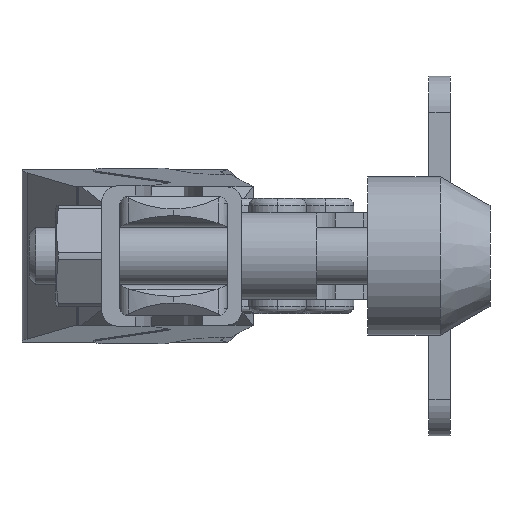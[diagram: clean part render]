
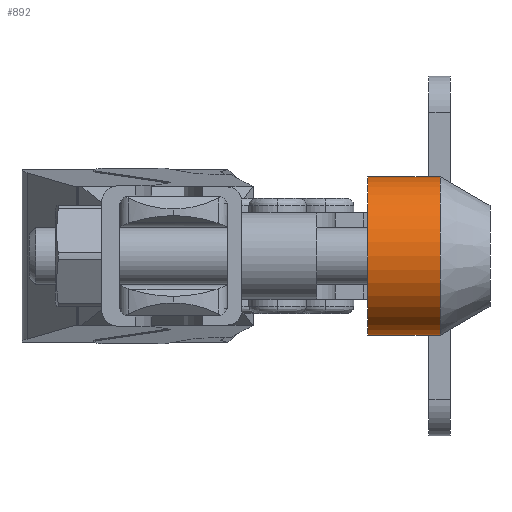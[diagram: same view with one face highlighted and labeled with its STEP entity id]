
A CAD part, left-side view. The second image highlights one B-rep face of the part: STEP entity #892.
In plain terms, the highlighted cylindrical face has radius 5.5 mm (diameter 11 mm), a partial arc.
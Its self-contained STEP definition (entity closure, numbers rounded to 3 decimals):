
#892=ADVANCED_FACE('NONE',(#1866),#1867,.T.);
#1866=FACE_OUTER_BOUND('',#3091,.T.);
#1867=CYLINDRICAL_SURFACE('',#3092,5.5);
#3091=EDGE_LOOP('',(#5859,#5860,#5861,#5862));
#3092=AXIS2_PLACEMENT_3D('',#5863,#5864,#5865);
#5859=ORIENTED_EDGE('',*,*,#7337,.F.);
#5860=ORIENTED_EDGE('',*,*,#7349,.T.);
#5861=ORIENTED_EDGE('',*,*,#7339,.T.);
#5862=ORIENTED_EDGE('',*,*,#7347,.T.);
#5863=CARTESIAN_POINT('',(-10.0,-2.75,0.0));
#5864=DIRECTION('',(0.0,1.0,0.0));
#5865=DIRECTION('',(0.0,0.0,-1.0));
#7337=EDGE_CURVE('NONE',#8952,#8954,#8955,.T.);
#7339=EDGE_CURVE('NONE',#8951,#8956,#8958,.T.);
#7347=EDGE_CURVE('NONE',#8956,#8954,#8968,.T.);
#7349=EDGE_CURVE('NONE',#8952,#8951,#8970,.T.);
#8951=VERTEX_POINT('NONE',#11783);
#8952=VERTEX_POINT('NONE',#11784);
#8954=VERTEX_POINT('NONE',#11786);
#8955=LINE('',#11787,#11788);
#8956=VERTEX_POINT('NONE',#11789);
#8958=LINE('',#11791,#11792);
#8968=CIRCLE('',#11804,5.5);
#8970=CIRCLE('',#11806,5.5);
#11783=CARTESIAN_POINT('',(-10.0,5.75,-5.5));
#11784=CARTESIAN_POINT('',(-10.0,5.75,5.5));
#11786=CARTESIAN_POINT('',(-10.0,0.71,5.5));
#11787=CARTESIAN_POINT('',(-10.0,-2.75,5.5));
#11788=VECTOR('',#13271,1000.0);
#11789=CARTESIAN_POINT('',(-10.0,0.71,-5.5));
#11791=CARTESIAN_POINT('',(-10.0,-2.75,-5.5));
#11792=VECTOR('',#13275,1000.0);
#11804=AXIS2_PLACEMENT_3D('',#13284,#13285,#13286);
#11806=AXIS2_PLACEMENT_3D('',#13287,#13288,#13289);
#13271=DIRECTION('',(0.0,-1.0,0.0));
#13275=DIRECTION('',(0.0,-1.0,0.0));
#13284=CARTESIAN_POINT('',(-10.0,0.71,0.0));
#13285=DIRECTION('',(0.0,1.0,0.0));
#13286=DIRECTION('',(0.0,0.0,-1.0));
#13287=CARTESIAN_POINT('',(-10.0,5.75,0.0));
#13288=DIRECTION('',(0.0,-1.0,0.0));
#13289=DIRECTION('',(0.0,0.0,-1.0));
